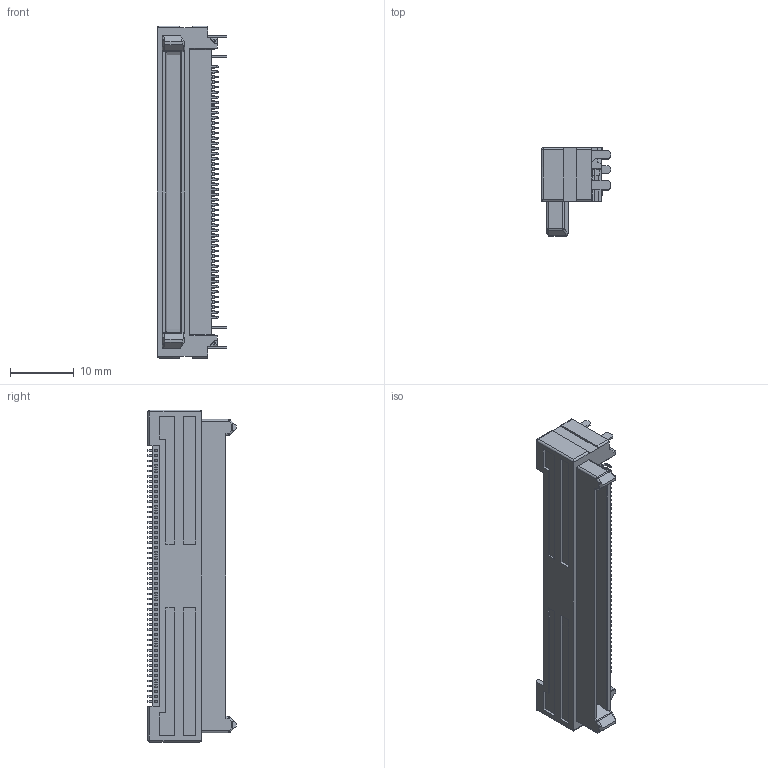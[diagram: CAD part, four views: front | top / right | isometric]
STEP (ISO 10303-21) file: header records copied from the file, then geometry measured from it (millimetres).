
FILE_DESCRIPTION(('CoCreate Modeling STEP Export'),'2;1');
FILE_NAME('FX18-100P-0.8SH.stp','2012-09-14T10:22:31',(''),(''),'CoCreate Modeling STEP processor for AP214 (Solid Model)','CoCreate Modeling 17.0 01-Apr-2010 (C) Parametric Technology GmbH','');
FILE_SCHEMA(('AUTOMOTIVE_DESIGN { 1 0 10303 214 1 1 1 1 }'));
Products named in the file (1): FX18-100P-0.8SH
Bounding box: 10.85 x 13.8 x 51.9 mm (x, y, z)
Volume: 3200.4 mm3; surface area: 3028.3 mm2
Topology: 1 solids, 1 shells, 2793 faces, 7762 edges, 5014 vertices
Faces by surface type: plane 1727, cylinder 856, torus 200, sphere 10
Entity records: 87638 total; most frequent: ORIENTED_EDGE 15504, CARTESIAN_POINT 15277, DIRECTION 14847, EDGE_CURVE 7752, VECTOR 5679, LINE 5679, VERTEX_POINT 5014, AXIS2_PLACEMENT_3D 4584
